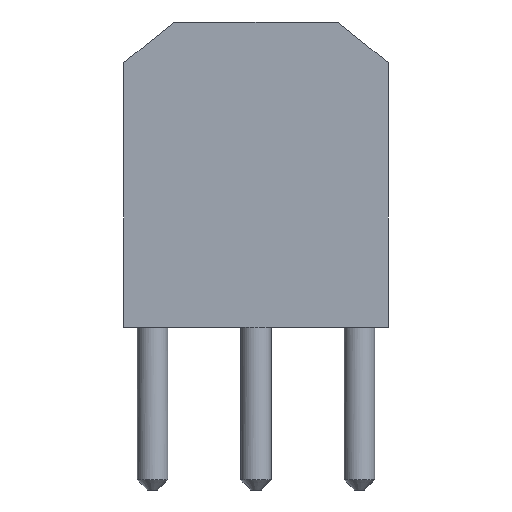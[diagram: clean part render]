
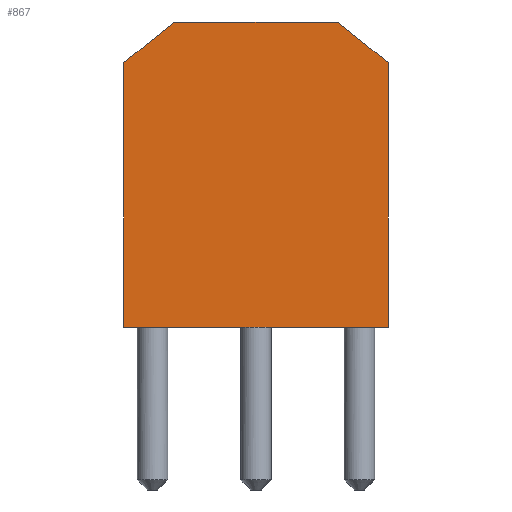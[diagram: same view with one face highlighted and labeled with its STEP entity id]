
A CAD part, front view. The second image highlights one B-rep face of the part: STEP entity #867.
In plain terms, the highlighted planar face has unit normal (0, -1, 0).
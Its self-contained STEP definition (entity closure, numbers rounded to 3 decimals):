
#674 = VERTEX_POINT('',#675);
#675 = CARTESIAN_POINT('',(-0.71,-2.75,7.5));
#681 = EDGE_CURVE('',#674,#682,#684,.T.);
#682 = VERTEX_POINT('',#683);
#683 = CARTESIAN_POINT('',(-0.71,-2.75,1.));
#684 = LINE('',#685,#686);
#685 = CARTESIAN_POINT('',(-0.71,-2.75,7.5));
#686 = VECTOR('',#687,1.);
#687 = DIRECTION('',(0.,0.,-1.));
#712 = EDGE_CURVE('',#682,#713,#715,.T.);
#713 = VERTEX_POINT('',#714);
#714 = CARTESIAN_POINT('',(5.79,-2.75,1.));
#715 = LINE('',#716,#717);
#716 = CARTESIAN_POINT('',(-0.71,-2.75,1.));
#717 = VECTOR('',#718,1.);
#718 = DIRECTION('',(1.,0.,0.));
#743 = EDGE_CURVE('',#713,#744,#746,.T.);
#744 = VERTEX_POINT('',#745);
#745 = CARTESIAN_POINT('',(5.79,-2.75,7.5));
#746 = LINE('',#747,#748);
#747 = CARTESIAN_POINT('',(5.79,-2.75,1.));
#748 = VECTOR('',#749,1.);
#749 = DIRECTION('',(0.,0.,1.));
#774 = EDGE_CURVE('',#744,#775,#777,.T.);
#775 = VERTEX_POINT('',#776);
#776 = CARTESIAN_POINT('',(4.54,-2.75,8.5));
#777 = LINE('',#778,#779);
#778 = CARTESIAN_POINT('',(5.79,-2.75,7.5));
#779 = VECTOR('',#780,1.);
#780 = DIRECTION('',(-0.781,0.,0.625)
  );
#805 = EDGE_CURVE('',#775,#806,#808,.T.);
#806 = VERTEX_POINT('',#807);
#807 = CARTESIAN_POINT('',(0.54,-2.75,8.5));
#808 = LINE('',#809,#810);
#809 = CARTESIAN_POINT('',(4.54,-2.75,8.5));
#810 = VECTOR('',#811,1.);
#811 = DIRECTION('',(-1.,0.,0.));
#836 = EDGE_CURVE('',#806,#674,#837,.T.);
#837 = LINE('',#838,#839);
#838 = CARTESIAN_POINT('',(0.54,-2.75,8.5));
#839 = VECTOR('',#840,1.);
#840 = DIRECTION('',(-0.781,0.,-0.625
    ));
#867 = ADVANCED_FACE('',(#868),#876,.T.);
#868 = FACE_BOUND('',#869,.T.);
#869 = EDGE_LOOP('',(#870,#871,#872,#873,#874,#875));
#870 = ORIENTED_EDGE('',*,*,#681,.T.);
#871 = ORIENTED_EDGE('',*,*,#712,.T.);
#872 = ORIENTED_EDGE('',*,*,#743,.T.);
#873 = ORIENTED_EDGE('',*,*,#774,.T.);
#874 = ORIENTED_EDGE('',*,*,#805,.T.);
#875 = ORIENTED_EDGE('',*,*,#836,.T.);
#876 = PLANE('',#877);
#877 = AXIS2_PLACEMENT_3D('',#878,#879,#880);
#878 = CARTESIAN_POINT('',(2.54,-2.75,4.545));
#879 = DIRECTION('',(0.,-1.,0.));
#880 = DIRECTION('',(0.,0.,-1.));
